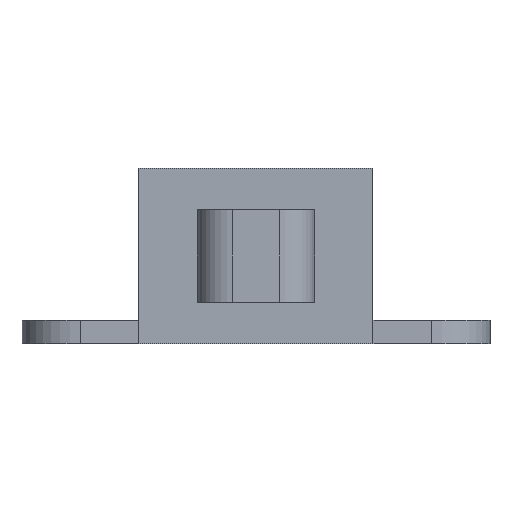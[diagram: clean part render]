
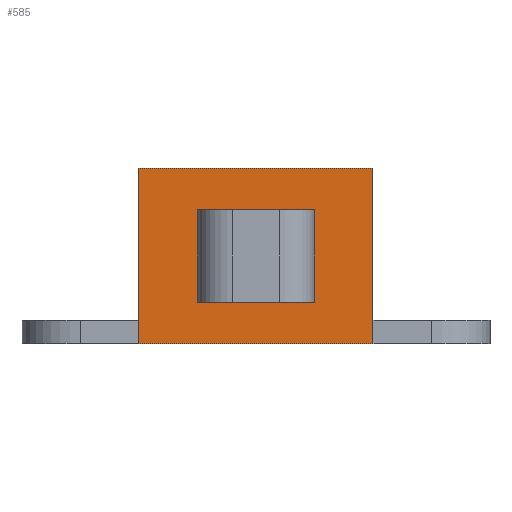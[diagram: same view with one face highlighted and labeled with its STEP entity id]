
A CAD part, left-side view. The second image highlights one B-rep face of the part: STEP entity #585.
In plain terms, the highlighted planar face has unit normal (-1, 0, 0).
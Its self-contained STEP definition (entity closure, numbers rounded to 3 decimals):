
#23 = CARTESIAN_POINT ( 'NONE',  ( -14.5, -5., 3.55 ) ) ;
#32 = LINE ( 'NONE', #982, #698 ) ;
#49 = LINE ( 'NONE', #287, #699 ) ;
#58 = VECTOR ( 'NONE', #951, 1000. ) ;
#113 = DIRECTION ( 'NONE',  ( 0., -1., 0. ) ) ;
#178 = ORIENTED_EDGE ( 'NONE', *, *, #845, .F. ) ;
#271 = VERTEX_POINT ( 'NONE', #311 ) ;
#277 = VERTEX_POINT ( 'NONE', #23 ) ;
#287 = CARTESIAN_POINT ( 'NONE',  ( -14.5, 10., 11.45 ) ) ;
#297 = EDGE_CURVE ( 'NONE', #1500, #1559, #49, .T. ) ;
#300 = VERTEX_POINT ( 'NONE', #556 ) ;
#311 = CARTESIAN_POINT ( 'NONE',  ( -14.5, 10., 0. ) ) ;
#331 = VECTOR ( 'NONE', #638, 1000. ) ;
#358 = CARTESIAN_POINT ( 'NONE',  ( -14.5, 5., 3.55 ) ) ;
#424 = LINE ( 'NONE', #857, #536 ) ;
#434 = CARTESIAN_POINT ( 'NONE',  ( -14.5, -5., 15. ) ) ;
#435 = ORIENTED_EDGE ( 'NONE', *, *, #1447, .F. ) ;
#453 = DIRECTION ( 'NONE',  ( 0., 0., 1. ) ) ;
#470 = VERTEX_POINT ( 'NONE', #1410 ) ;
#479 = DIRECTION ( 'NONE',  ( 0., 0., -1. ) ) ;
#496 = LINE ( 'NONE', #1664, #782 ) ;
#528 = CARTESIAN_POINT ( 'NONE',  ( -14.5, -10., 15. ) ) ;
#536 = VECTOR ( 'NONE', #964, 1000. ) ;
#541 = PLANE ( 'NONE',  #1010 ) ;
#556 = CARTESIAN_POINT ( 'NONE',  ( -14.5, -10., 0. ) ) ;
#585 = ADVANCED_FACE ( 'NONE', ( #1575, #1442 ), #541, .F. ) ;
#638 = DIRECTION ( 'NONE',  ( 0., -1., 0. ) ) ;
#698 = VECTOR ( 'NONE', #1499, 1000. ) ;
#699 = VECTOR ( 'NONE', #1636, 1000. ) ;
#737 = EDGE_CURVE ( 'NONE', #271, #300, #424, .T. ) ;
#768 = VERTEX_POINT ( 'NONE', #1269 ) ;
#779 = ORIENTED_EDGE ( 'NONE', *, *, #1227, .T. ) ;
#781 = DIRECTION ( 'NONE',  ( 1., 0., 0. ) ) ;
#782 = VECTOR ( 'NONE', #479, 1000. ) ;
#799 = LINE ( 'NONE', #528, #58 ) ;
#837 = ORIENTED_EDGE ( 'NONE', *, *, #1165, .F. ) ;
#845 = EDGE_CURVE ( 'NONE', #768, #470, #1007, .T. ) ;
#857 = CARTESIAN_POINT ( 'NONE',  ( -14.5, 10., 0. ) ) ;
#910 = LINE ( 'NONE', #1695, #331 ) ;
#951 = DIRECTION ( 'NONE',  ( 0., 0., -1. ) ) ;
#964 = DIRECTION ( 'NONE',  ( 0., -1., 0. ) ) ;
#982 = CARTESIAN_POINT ( 'NONE',  ( -14.5, 5., 15. ) ) ;
#987 = VECTOR ( 'NONE', #113, 1000. ) ;
#1007 = LINE ( 'NONE', #1034, #987 ) ;
#1010 = AXIS2_PLACEMENT_3D ( 'NONE', #1454, #781, #1178 ) ;
#1011 = EDGE_LOOP ( 'NONE', ( #1338, #1438, #178, #779 ) ) ;
#1034 = CARTESIAN_POINT ( 'NONE',  ( -14.5, 10., 15. ) ) ;
#1103 = EDGE_CURVE ( 'NONE', #277, #1559, #1393, .T. ) ;
#1131 = ORIENTED_EDGE ( 'NONE', *, *, #297, .T. ) ;
#1150 = CARTESIAN_POINT ( 'NONE',  ( -14.5, -5., 11.45 ) ) ;
#1165 = EDGE_CURVE ( 'NONE', #1500, #1528, #32, .T. ) ;
#1178 = DIRECTION ( 'NONE',  ( 0., 1., 0. ) ) ;
#1227 = EDGE_CURVE ( 'NONE', #768, #271, #496, .T. ) ;
#1235 = VECTOR ( 'NONE', #453, 1000. ) ;
#1269 = CARTESIAN_POINT ( 'NONE',  ( -14.5, 10., 15. ) ) ;
#1338 = ORIENTED_EDGE ( 'NONE', *, *, #737, .T. ) ;
#1356 = EDGE_LOOP ( 'NONE', ( #837, #1131, #1678, #435 ) ) ;
#1393 = LINE ( 'NONE', #434, #1235 ) ;
#1410 = CARTESIAN_POINT ( 'NONE',  ( -14.5, -10., 15. ) ) ;
#1438 = ORIENTED_EDGE ( 'NONE', *, *, #1661, .F. ) ;
#1441 = CARTESIAN_POINT ( 'NONE',  ( -14.5, 5., 11.45 ) ) ;
#1442 = FACE_BOUND ( 'NONE', #1356, .T. ) ;
#1447 = EDGE_CURVE ( 'NONE', #1528, #277, #910, .T. ) ;
#1454 = CARTESIAN_POINT ( 'NONE',  ( -14.5, 10., 15. ) ) ;
#1499 = DIRECTION ( 'NONE',  ( 0., 0., -1. ) ) ;
#1500 = VERTEX_POINT ( 'NONE', #1441 ) ;
#1528 = VERTEX_POINT ( 'NONE', #358 ) ;
#1559 = VERTEX_POINT ( 'NONE', #1150 ) ;
#1575 = FACE_OUTER_BOUND ( 'NONE', #1011, .T. ) ;
#1636 = DIRECTION ( 'NONE',  ( 0., -1., 0. ) ) ;
#1661 = EDGE_CURVE ( 'NONE', #470, #300, #799, .T. ) ;
#1664 = CARTESIAN_POINT ( 'NONE',  ( -14.5, 10., 15. ) ) ;
#1678 = ORIENTED_EDGE ( 'NONE', *, *, #1103, .F. ) ;
#1695 = CARTESIAN_POINT ( 'NONE',  ( -14.5, 10., 3.55 ) ) ;
